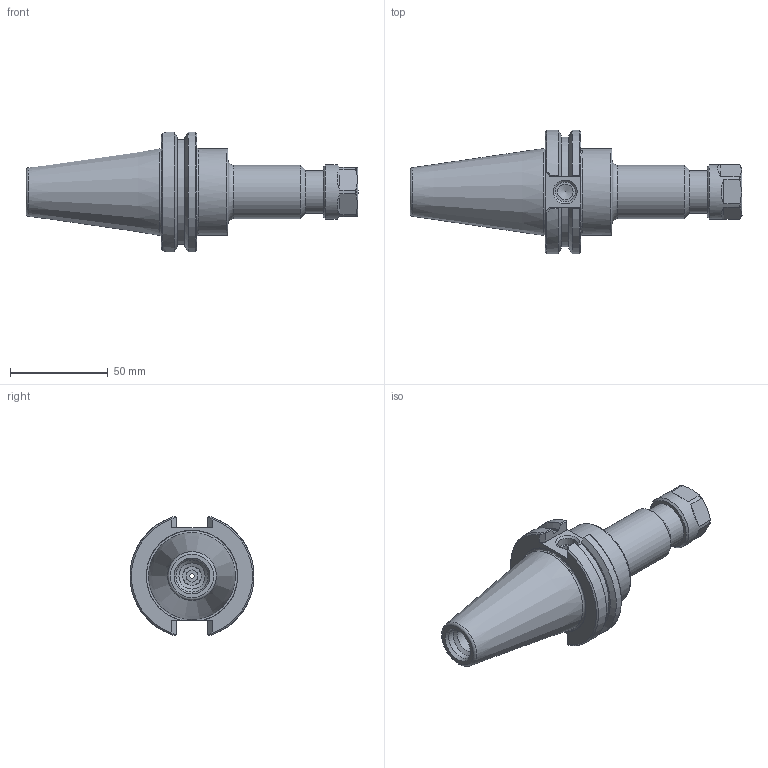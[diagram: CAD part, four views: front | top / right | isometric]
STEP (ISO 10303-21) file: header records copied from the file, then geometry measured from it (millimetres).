
FILE_DESCRIPTION(/* description */ ('ER COLLET CHUCK'),/* implementation_level */ '2;1');
FILE_NAME(/* name */ 'C40F-16ERF400.stp',/* time_stamp */ '2017-01-20T10:46:48-05:00',/* author */ ('davhar'),/* organization */ (''),/* preprocessor_version */ 'ST-DEVELOPER v16.1',/* originating_system */ 'Autodesk Inventor 2016',/* authorisation */ '9.1 in^3');
FILE_SCHEMA (('AUTOMOTIVE_DESIGN { 1 0 10303 214 3 1 1 }'));
Length unit declared in the file: inch
Products named in the file (4): C40F-16ER4-1; 16ERHN; BS-20; C40F-16ERF400
Assembly tree (3 placements, depth 2):
  C40F-16ERF400
    C40F-16ER4-1
    16ERHN
    BS-20
Bounding box: 169.86 x 63.28 x 61.11 mm (x, y, z)
Volume: 156607.1 mm3; surface area: 33409.5 mm2
Topology: 3 solids, 3 shells, 129 faces, 328 edges, 211 vertices
Faces by surface type: plane 59, cone 29, cylinder 26, torus 11, bspline 4
Full cylindrical faces by diameter (mm): 2.286 x1, 8 x1, 9.461 x1, 9.728 x1, 10.135 x1, 10.973 x1, 11.176 x1, 12.4 x1, 13.381 x1, 13.386 x1, 16.459 x1, 20.5 x1, 22 x1, 23 x1, 27.432 x1, 28 x1, 44.45 x1
Entity records: 4587 total; most frequent: CARTESIAN_POINT 1611, DIRECTION 568, ORIENTED_EDGE 550, EDGE_CURVE 275, AXIS2_PLACEMENT_3D 231, VERTEX_POINT 200, EDGE_LOOP 183, FACE_OUTER_BOUND 129
